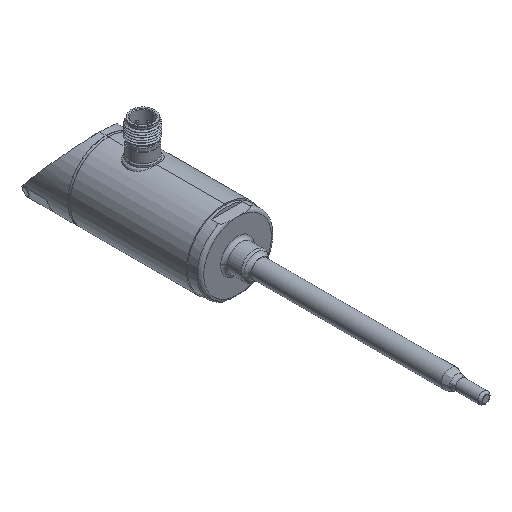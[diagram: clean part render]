
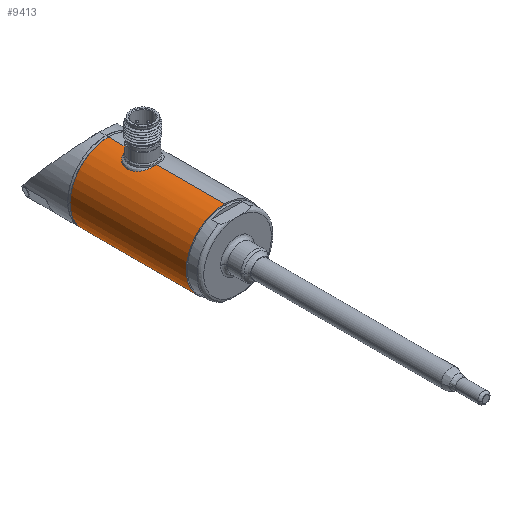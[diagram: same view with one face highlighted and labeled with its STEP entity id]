
A CAD part, isometric view. The second image highlights one B-rep face of the part: STEP entity #9413.
In plain terms, the highlighted cylindrical face has radius 17 mm (diameter 34 mm), a partial arc.
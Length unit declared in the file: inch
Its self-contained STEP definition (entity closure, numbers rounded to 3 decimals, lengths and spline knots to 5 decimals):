
#11 = EDGE_CURVE ( 'NONE', #5258, #3261, #10294, .T. ) ;
#61 = CARTESIAN_POINT ( 'NONE',  ( -0.19772, 1.82056, 0.63951 ) ) ;
#200 = VERTEX_POINT ( 'NONE', #2648 ) ;
#256 = CARTESIAN_POINT ( 'NONE',  ( -0.25811, 1.92348, 0.61754 ) ) ;
#285 = CARTESIAN_POINT ( 'NONE',  ( -0.24367, 1.88459, 0.6234 ) ) ;
#501 = CARTESIAN_POINT ( 'NONE',  ( -0.26772, 1.98136, 0.61341 ) ) ;
#806 = VERTEX_POINT ( 'NONE', #4680 ) ;
#870 = DIRECTION ( 'NONE',  ( 0., 1., 0. ) ) ;
#879 = VERTEX_POINT ( 'NONE', #6144 ) ;
#884 = ORIENTED_EDGE ( 'NONE', *, *, #9914, .T. ) ;
#975 = CARTESIAN_POINT ( 'NONE',  ( -0.25334, 2.08261, 0.61949 ) ) ;
#1038 = CARTESIAN_POINT ( 'NONE',  ( -0.24899, 2.09534, 0.62127 ) ) ;
#1760 = CARTESIAN_POINT ( 'NONE',  ( -0.2677, 2.02589, 0.61342 ) ) ;
#2466 = CARTESIAN_POINT ( 'NONE',  ( -0.22378, 2.14161, 0.63084 ) ) ;
#2526 = CARTESIAN_POINT ( 'NONE',  ( 0., 2.23228, 0.66929 ) ) ;
#2593 = CARTESIAN_POINT ( 'NONE',  ( -0.19787, 2.17142, 0.63946 ) ) ;
#2648 = CARTESIAN_POINT ( 'NONE',  ( 0., 2.59843, -0.66929 ) ) ;
#2860 = CARTESIAN_POINT ( 'NONE',  ( -0.14337, 1.7838, 0.65386 ) ) ;
#3222 = EDGE_CURVE ( 'NONE', #16843, #5258, #17169, .T. ) ;
#3261 = VERTEX_POINT ( 'NONE', #4097 ) ;
#3601 = DIRECTION ( 'NONE',  ( 0., 1., 0. ) ) ;
#3781 = CARTESIAN_POINT ( 'NONE',  ( 0., 2.23228, 0.66929 ) ) ;
#3855 = CARTESIAN_POINT ( 'NONE',  ( -0.10642, 2.22168, 0.6609 ) ) ;
#4097 = CARTESIAN_POINT ( 'NONE',  ( 0., 2.59843, 0.66929 ) ) ;
#4154 = CARTESIAN_POINT ( 'NONE',  ( -0.25334, 1.90951, 0.61949 ) ) ;
#4260 = CARTESIAN_POINT ( 'NONE',  ( -0.10598, 1.77032, 0.66097 ) ) ;
#4265 = CARTESIAN_POINT ( 'NONE',  ( 0., 0.57087, 0. ) ) ;
#4544 = CARTESIAN_POINT ( 'NONE',  ( -0.26649, 1.96658, 0.61395 ) ) ;
#4599 = CARTESIAN_POINT ( 'NONE',  ( -0.25334, 2.08261, 0.61949 ) ) ;
#4680 = CARTESIAN_POINT ( 'NONE',  ( 0., 1.75984, 0.66929 ) ) ;
#5071 = EDGE_LOOP ( 'NONE', ( #11016, #12765, #8704, #884, #11485, #9423, #14885, #6574 ) ) ;
#5258 = VERTEX_POINT ( 'NONE', #3781 ) ;
#5274 = LINE ( 'NONE', #7635, #15835 ) ;
#5350 = CARTESIAN_POINT ( 'NONE',  ( -0.0933, 2.22481, 0.66289 ) ) ;
#5422 = CARTESIAN_POINT ( 'NONE',  ( -0.13154, 2.21338, 0.65636 ) ) ;
#5427 = VERTEX_POINT ( 'NONE', #10310 ) ;
#5489 = DIRECTION ( 'NONE',  ( 0., 1., 0. ) ) ;
#5585 = CARTESIAN_POINT ( 'NONE',  ( -0.13126, 1.77863, 0.65642 ) ) ;
#5648 = DIRECTION ( 'NONE',  ( 0., 0., 1. ) ) ;
#5708 = CARTESIAN_POINT ( 'NONE',  ( 0., 0.57087, -0.66929 ) ) ;
#5992 = CIRCLE ( 'NONE', #15660, 0.66929 ) ;
#6144 = CARTESIAN_POINT ( 'NONE',  ( -0.25334, 1.90951, 0.61949 ) ) ;
#6535 = CARTESIAN_POINT ( 'NONE',  ( -0.25334, 2.08261, 0.61949 ) ) ;
#6574 = ORIENTED_EDGE ( 'NONE', *, *, #17473, .T. ) ;
#6774 = AXIS2_PLACEMENT_3D ( 'NONE', #12361, #5489, #16541 ) ;
#6801 = EDGE_CURVE ( 'NONE', #8600, #200, #12102, .T. ) ;
#6950 = CARTESIAN_POINT ( 'NONE',  ( -0.22354, 1.85019, 0.63092 ) ) ;
#7124 = CARTESIAN_POINT ( 'NONE',  ( -0.05362, 1.76073, 0.66766 ) ) ;
#7152 = CARTESIAN_POINT ( 'NONE',  ( -0.26288, 2.05468, 0.61559 ) ) ;
#7280 = CIRCLE ( 'NONE', #13465, 0.66929 ) ;
#7449 = EDGE_CURVE ( 'NONE', #879, #16843, #12320, .T. ) ;
#7555 = VECTOR ( 'NONE', #17144, 39.37008 ) ;
#7635 = CARTESIAN_POINT ( 'NONE',  ( 0., 1.74016, 0.66929 ) ) ;
#8093 = CARTESIAN_POINT ( 'NONE',  ( -0.16686, 2.19554, 0.64827 ) ) ;
#8324 = CARTESIAN_POINT ( 'NONE',  ( 0., 1.75984, 0.66929 ) ) ;
#8600 = VERTEX_POINT ( 'NONE', #5708 ) ;
#8657 = CARTESIAN_POINT ( 'NONE',  ( -0.25334, 1.90951, 0.61949 ) ) ;
#8704 = ORIENTED_EDGE ( 'NONE', *, *, #12616, .T. ) ;
#9129 = CARTESIAN_POINT ( 'NONE',  ( 0., 1.74016, 0.66929 ) ) ;
#9152 = EDGE_CURVE ( 'NONE', #8600, #5427, #7280, .T. ) ;
#9382 = CARTESIAN_POINT ( 'NONE',  ( -0.02698, 2.23228, 0.66929 ) ) ;
#9413 = ADVANCED_FACE ( 'NONE', ( #10732 ), #13289, .T. ) ;
#9423 = ORIENTED_EDGE ( 'NONE', *, *, #3222, .T. ) ;
#9518 = CARTESIAN_POINT ( 'NONE',  ( -0.17782, 2.18809, 0.64532 ) ) ;
#9575 = DIRECTION ( 'NONE',  ( 0., 0., 1. ) ) ;
#9794 = CARTESIAN_POINT ( 'NONE',  ( -0.02692, 1.75984, 0.66929 ) ) ;
#9914 = EDGE_CURVE ( 'NONE', #806, #879, #14961, .T. ) ;
#10294 = LINE ( 'NONE', #9129, #13737 ) ;
#10310 = CARTESIAN_POINT ( 'NONE',  ( 0., 0.57087, 0.66929 ) ) ;
#10732 = FACE_OUTER_BOUND ( 'NONE', #5071, .T. ) ;
#11016 = ORIENTED_EDGE ( 'NONE', *, *, #6801, .F. ) ;
#11277 = CARTESIAN_POINT ( 'NONE',  ( -0.26168, 1.93769, 0.61602 ) ) ;
#11485 = ORIENTED_EDGE ( 'NONE', *, *, #7449, .T. ) ;
#12093 = CARTESIAN_POINT ( 'NONE',  ( -0.20706, 2.16214, 0.63652 ) ) ;
#12102 = LINE ( 'NONE', #14368, #7555 ) ;
#12320 = B_SPLINE_CURVE_WITH_KNOTS ( 'NONE', 3,
 ( #8657, #256, #11277, #4544, #501, #1760, #7152, #4599 ),
 .UNSPECIFIED., .F., .F.,
 ( 4, 2, 2, 4 ),
 ( 0., 0.00112, 0.00224, 0.00448 ),
 .UNSPECIFIED. ) ;
#12361 = CARTESIAN_POINT ( 'NONE',  ( 0., 1.74016, 0. ) ) ;
#12614 = CARTESIAN_POINT ( 'NONE',  ( -0.20691, 1.82984, 0.63657 ) ) ;
#12616 = EDGE_CURVE ( 'NONE', #5427, #806, #5274, .T. ) ;
#12765 = ORIENTED_EDGE ( 'NONE', *, *, #9152, .T. ) ;
#13289 = CYLINDRICAL_SURFACE ( 'NONE', #6774, 0.66929 ) ;
#13455 = CARTESIAN_POINT ( 'NONE',  ( -0.05376, 2.2314, 0.66766 ) ) ;
#13465 = AXIS2_PLACEMENT_3D ( 'NONE', #4265, #17583, #5648 ) ;
#13577 = CARTESIAN_POINT ( 'NONE',  ( -0.14364, 2.20821, 0.6538 ) ) ;
#13737 = VECTOR ( 'NONE', #3601, 39.37008 ) ;
#13804 = CARTESIAN_POINT ( 'NONE',  ( -0.24899, 1.89677, 0.62127 ) ) ;
#13991 = CARTESIAN_POINT ( 'NONE',  ( -0.0929, 1.76724, 0.66294 ) ) ;
#14368 = CARTESIAN_POINT ( 'NONE',  ( 0., 1.74016, -0.66929 ) ) ;
#14885 = ORIENTED_EDGE ( 'NONE', *, *, #11, .T. ) ;
#14961 = B_SPLINE_CURVE_WITH_KNOTS ( 'NONE', 3,
 ( #8324, #9794, #7124, #13991, #4260, #5585, #2860, #16753, #16818, #61, #12614, #6950, #16694, #285, #13804, #4154 ),
 .UNSPECIFIED., .F., .F.,
 ( 4, 2, 2, 2, 2, 2, 2, 4 ),
 ( 0., 0.00203, 0.00305, 0.00407, 0.00508, 0.0061, 0.00711, 0.00813 ),
 .UNSPECIFIED. ) ;
#15053 = CARTESIAN_POINT ( 'NONE',  ( 0., 2.59843, 0. ) ) ;
#15660 = AXIS2_PLACEMENT_3D ( 'NONE', #15053, #16413, #9575 ) ;
#15835 = VECTOR ( 'NONE', #870, 39.37008 ) ;
#16226 = CARTESIAN_POINT ( 'NONE',  ( -0.2311, 2.13059, 0.62816 ) ) ;
#16413 = DIRECTION ( 'NONE',  ( 0., -1., 0. ) ) ;
#16541 = DIRECTION ( 'NONE',  ( 0., 0., 1. ) ) ;
#16694 = CARTESIAN_POINT ( 'NONE',  ( -0.23099, 1.86134, 0.62821 ) ) ;
#16753 = CARTESIAN_POINT ( 'NONE',  ( -0.16644, 1.79634, 0.64837 ) ) ;
#16818 = CARTESIAN_POINT ( 'NONE',  ( -0.17752, 1.80381, 0.64541 ) ) ;
#16843 = VERTEX_POINT ( 'NONE', #975 ) ;
#17144 = DIRECTION ( 'NONE',  ( 0., 1., 0. ) ) ;
#17169 = B_SPLINE_CURVE_WITH_KNOTS ( 'NONE', 3,
 ( #6535, #1038, #17660, #16226, #2466, #12093, #2593, #9518, #8093, #13577, #5422, #3855, #5350, #13455, #9382, #2526 ),
 .UNSPECIFIED., .F., .F.,
 ( 4, 2, 2, 2, 2, 2, 2, 4 ),
 ( 0., 0.00102, 0.00204, 0.00306, 0.00408, 0.00509, 0.00611, 0.00815 ),
 .UNSPECIFIED. ) ;
#17473 = EDGE_CURVE ( 'NONE', #3261, #200, #5992, .T. ) ;
#17583 = DIRECTION ( 'NONE',  ( 0., 1., 0. ) ) ;
#17660 = CARTESIAN_POINT ( 'NONE',  ( -0.24369, 2.10748, 0.62339 ) ) ;
